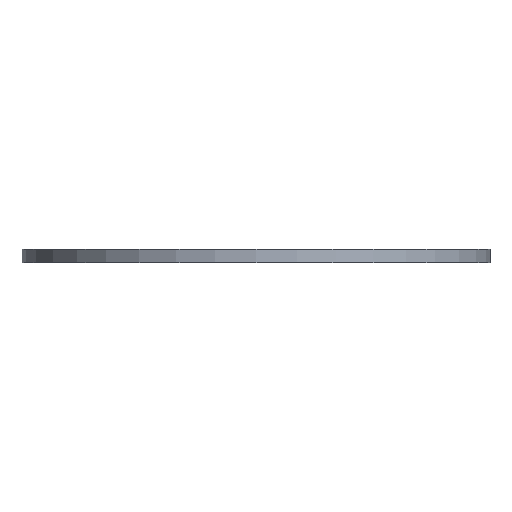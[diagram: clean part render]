
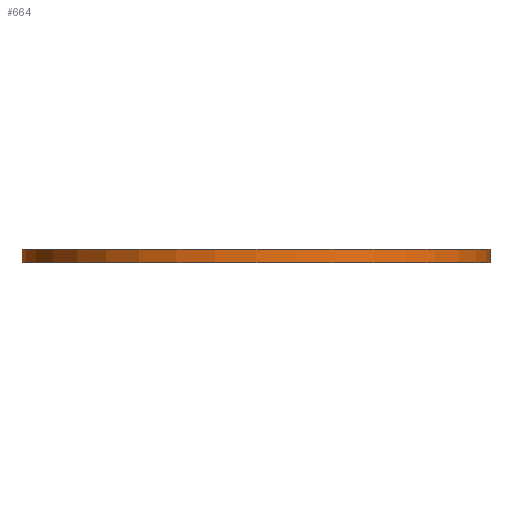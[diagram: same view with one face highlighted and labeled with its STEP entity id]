
A CAD part, front view. The second image highlights one B-rep face of the part: STEP entity #664.
In plain terms, the highlighted cylindrical face has radius 53.181 mm (diameter 106.362 mm), a partial arc.
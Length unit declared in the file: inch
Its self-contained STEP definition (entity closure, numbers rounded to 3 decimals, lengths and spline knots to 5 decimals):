
#1 = DIRECTION ( 'NONE',  ( 0., 0., -1. ) ) ;
#14 = AXIS2_PLACEMENT_3D ( 'NONE', #1480, #538, #1238 ) ;
#54 = CARTESIAN_POINT ( 'NONE',  ( -0.23375, 1.86, 0.125 ) ) ;
#64 = CIRCLE ( 'NONE', #1769, 2.09375 ) ;
#71 = DIRECTION ( 'NONE',  ( 0., 0., -1. ) ) ;
#128 = CARTESIAN_POINT ( 'NONE',  ( -0.23375, 1.86, 0. ) ) ;
#130 = VERTEX_POINT ( 'NONE', #1706 ) ;
#246 = ORIENTED_EDGE ( 'NONE', *, *, #667, .T. ) ;
#290 = CIRCLE ( 'NONE', #14, 2.09375 ) ;
#324 = VECTOR ( 'NONE', #1, 39.37008 ) ;
#326 = AXIS2_PLACEMENT_3D ( 'NONE', #1141, #1274, #1098 ) ;
#355 = ORIENTED_EDGE ( 'NONE', *, *, #1467, .T. ) ;
#357 = VERTEX_POINT ( 'NONE', #367 ) ;
#367 = CARTESIAN_POINT ( 'NONE',  ( 3.95375, 1.86, 0.125 ) ) ;
#409 = EDGE_LOOP ( 'NONE', ( #979, #1426, #355, #246 ) ) ;
#440 = LINE ( 'NONE', #54, #878 ) ;
#496 = EDGE_CURVE ( 'NONE', #357, #130, #1345, .T. ) ;
#538 = DIRECTION ( 'NONE',  ( 0., 0., 1. ) ) ;
#664 = ADVANCED_FACE ( 'NONE', ( #1556 ), #774, .T. ) ;
#667 = EDGE_CURVE ( 'NONE', #920, #130, #64, .T. ) ;
#774 = CYLINDRICAL_SURFACE ( 'NONE', #326, 2.09375 ) ;
#878 = VECTOR ( 'NONE', #71, 39.37008 ) ;
#885 = CARTESIAN_POINT ( 'NONE',  ( 1.86, 1.86, 0. ) ) ;
#892 = VERTEX_POINT ( 'NONE', #1307 ) ;
#920 = VERTEX_POINT ( 'NONE', #128 ) ;
#979 = ORIENTED_EDGE ( 'NONE', *, *, #496, .F. ) ;
#1064 = DIRECTION ( 'NONE',  ( 0., 0., 1. ) ) ;
#1091 = EDGE_CURVE ( 'NONE', #892, #357, #290, .T. ) ;
#1098 = DIRECTION ( 'NONE',  ( -1., 0., 0. ) ) ;
#1141 = CARTESIAN_POINT ( 'NONE',  ( 1.86, 1.86, 0.125 ) ) ;
#1215 = DIRECTION ( 'NONE',  ( 1., 0., 0. ) ) ;
#1238 = DIRECTION ( 'NONE',  ( 1., 0., 0. ) ) ;
#1274 = DIRECTION ( 'NONE',  ( 0., 0., -1. ) ) ;
#1307 = CARTESIAN_POINT ( 'NONE',  ( -0.23375, 1.86, 0.125 ) ) ;
#1345 = LINE ( 'NONE', #1775, #324 ) ;
#1426 = ORIENTED_EDGE ( 'NONE', *, *, #1091, .F. ) ;
#1467 = EDGE_CURVE ( 'NONE', #892, #920, #440, .T. ) ;
#1480 = CARTESIAN_POINT ( 'NONE',  ( 1.86, 1.86, 0.125 ) ) ;
#1556 = FACE_OUTER_BOUND ( 'NONE', #409, .T. ) ;
#1706 = CARTESIAN_POINT ( 'NONE',  ( 3.95375, 1.86, 0. ) ) ;
#1769 = AXIS2_PLACEMENT_3D ( 'NONE', #885, #1064, #1215 ) ;
#1775 = CARTESIAN_POINT ( 'NONE',  ( 3.95375, 1.86, 0.125 ) ) ;
